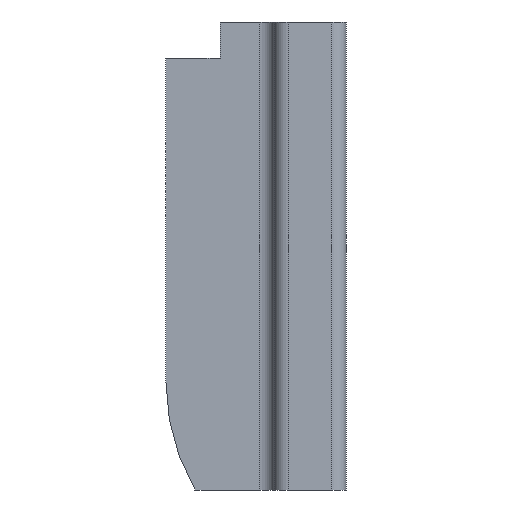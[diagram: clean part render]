
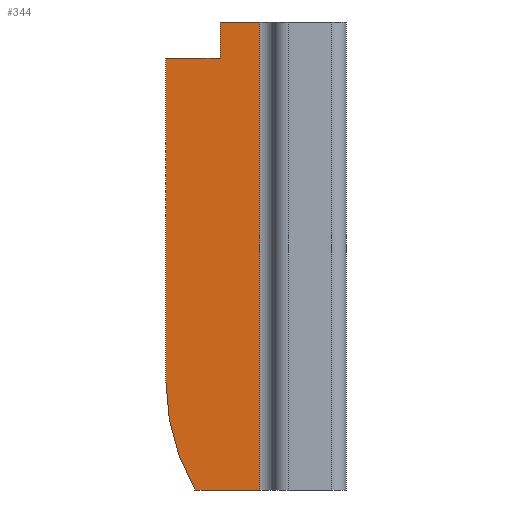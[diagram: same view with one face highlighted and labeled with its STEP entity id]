
A CAD part, left-side view. The second image highlights one B-rep face of the part: STEP entity #344.
In plain terms, the highlighted planar face has unit normal (-1, 0, 0).
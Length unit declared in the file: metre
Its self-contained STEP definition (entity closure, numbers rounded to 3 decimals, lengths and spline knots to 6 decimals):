
#19=CIRCLE('',#377,0.003);
#33=ORIENTED_EDGE('',*,*,#135,.T.);
#34=ORIENTED_EDGE('',*,*,#136,.T.);
#35=ORIENTED_EDGE('',*,*,#137,.F.);
#36=ORIENTED_EDGE('',*,*,#138,.F.);
#37=ORIENTED_EDGE('',*,*,#139,.F.);
#38=ORIENTED_EDGE('',*,*,#140,.T.);
#39=ORIENTED_EDGE('',*,*,#141,.T.);
#135=EDGE_CURVE('',#186,#187,#220,.T.);
#136=EDGE_CURVE('',#187,#188,#221,.F.);
#137=EDGE_CURVE('',#189,#188,#222,.T.);
#138=EDGE_CURVE('',#190,#189,#223,.T.);
#139=EDGE_CURVE('',#191,#190,#224,.T.);
#140=EDGE_CURVE('',#191,#192,#225,.T.);
#141=EDGE_CURVE('',#192,#186,#19,.F.);
#186=VERTEX_POINT('',#517);
#187=VERTEX_POINT('',#518);
#188=VERTEX_POINT('',#520);
#189=VERTEX_POINT('',#522);
#190=VERTEX_POINT('',#524);
#191=VERTEX_POINT('',#526);
#192=VERTEX_POINT('',#528);
#220=LINE('',#516,#257);
#221=LINE('',#519,#258);
#222=LINE('',#521,#259);
#223=LINE('',#523,#260);
#224=LINE('',#525,#261);
#225=LINE('',#527,#262);
#257=VECTOR('',#413,1.);
#258=VECTOR('',#414,1.);
#259=VECTOR('',#415,1.);
#260=VECTOR('',#416,1.);
#261=VECTOR('',#417,1.);
#262=VECTOR('',#418,1.);
#294=EDGE_LOOP('',(#33,#34,#35,#36,#37,#38,#39));
#313=FACE_BOUND('',#294,.T.);
#332=PLANE('',#376);
#344=ADVANCED_FACE('',(#313),#332,.F.);
#376=AXIS2_PLACEMENT_3D('',#515,#411,#412);
#377=AXIS2_PLACEMENT_3D('',#529,#419,#420);
#411=DIRECTION('',(1.,0.,0.));
#412=DIRECTION('',(0.,0.,-1.));
#413=DIRECTION('',(0.,-1.,0.));
#414=DIRECTION('',(0.,0.,-1.));
#415=DIRECTION('',(0.,-1.,0.));
#416=DIRECTION('',(0.,0.,1.));
#417=DIRECTION('',(0.,-1.,0.));
#418=DIRECTION('',(0.,0.,-1.));
#419=DIRECTION('',(1.,0.,0.));
#420=DIRECTION('',(0.,0.,-1.));
#515=CARTESIAN_POINT('',(0.209867,0.000223,0.008));
#516=CARTESIAN_POINT('',(0.209867,0.001723,0.0015));
#517=CARTESIAN_POINT('',(0.209867,0.001321,0.0015));
#518=CARTESIAN_POINT('',(0.209867,0.000423,0.0015));
#519=CARTESIAN_POINT('',(0.209867,0.000423,0.008));
#520=CARTESIAN_POINT('',(0.209867,0.000423,0.008));
#521=CARTESIAN_POINT('',(0.209867,0.000223,0.008));
#522=CARTESIAN_POINT('',(0.209867,0.000973,0.008));
#523=CARTESIAN_POINT('',(0.209867,0.000973,0.0075));
#524=CARTESIAN_POINT('',(0.209867,0.000973,0.0075));
#525=CARTESIAN_POINT('',(0.209867,0.000223,0.0075));
#526=CARTESIAN_POINT('',(0.209867,0.001723,0.0075));
#527=CARTESIAN_POINT('',(0.209867,0.001723,0.008));
#528=CARTESIAN_POINT('',(0.209867,0.001723,0.003));
#529=CARTESIAN_POINT('',(0.209867,-0.001277,0.003));
